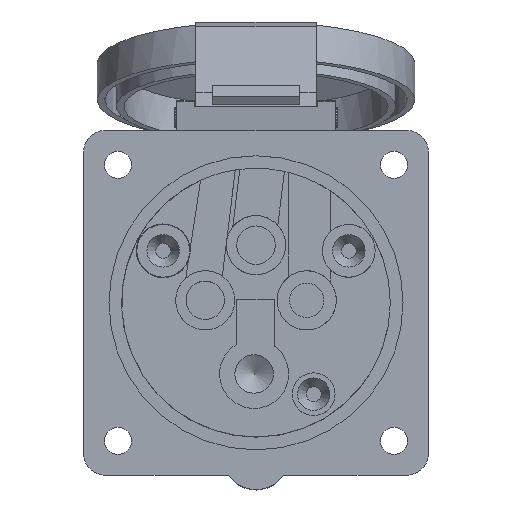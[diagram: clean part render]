
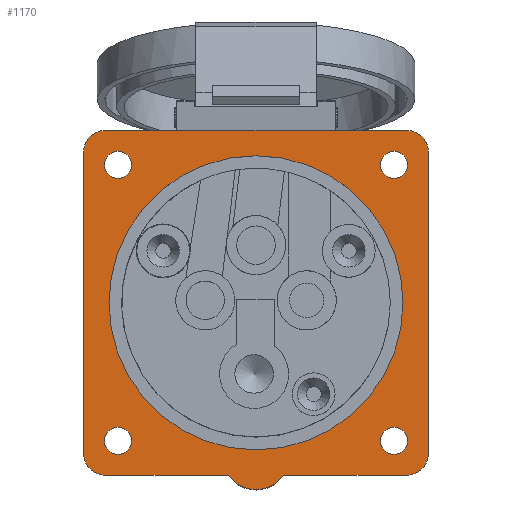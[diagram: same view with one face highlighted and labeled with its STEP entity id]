
A CAD part, top view. The second image highlights one B-rep face of the part: STEP entity #1170.
In plain terms, the highlighted planar face has unit normal (0, 0, 1).
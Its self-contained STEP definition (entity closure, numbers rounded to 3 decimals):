
#514=FACE_BOUND('',#1672,.T.);
#515=FACE_BOUND('',#1673,.T.);
#516=FACE_BOUND('',#1674,.T.);
#517=FACE_BOUND('',#1675,.T.);
#518=FACE_BOUND('',#1676,.T.);
#519=FACE_BOUND('',#1677,.T.);
#782=LINE('',#5325,#988);
#786=LINE('',#5337,#992);
#790=LINE('',#5349,#996);
#795=LINE('',#5363,#1001);
#798=LINE('',#5373,#1004);
#988=VECTOR('',#4350,1.);
#992=VECTOR('',#4362,1.);
#996=VECTOR('',#4374,1.);
#1001=VECTOR('',#4387,1.);
#1004=VECTOR('',#4398,1.);
#1170=ADVANCED_FACE('',(#514,#515,#516,#517,#518,#519),#1339,.T.);
#1339=PLANE('',#3656);
#1672=EDGE_LOOP('',(#2318));
#1673=EDGE_LOOP('',(#2319));
#1674=EDGE_LOOP('',(#2320));
#1675=EDGE_LOOP('',(#2321));
#1676=EDGE_LOOP('',(#2322,#2323,#2324,#2325,#2326,#2327,#2328,#2329,#2330,
#2331));
#1677=EDGE_LOOP('',(#2332));
#2318=ORIENTED_EDGE('',*,*,#3145,.F.);
#2319=ORIENTED_EDGE('',*,*,#3146,.F.);
#2320=ORIENTED_EDGE('',*,*,#3144,.F.);
#2321=ORIENTED_EDGE('',*,*,#3142,.F.);
#2322=ORIENTED_EDGE('',*,*,#3140,.F.);
#2323=ORIENTED_EDGE('',*,*,#3135,.F.);
#2324=ORIENTED_EDGE('',*,*,#3133,.T.);
#2325=ORIENTED_EDGE('',*,*,#3130,.T.);
#2326=ORIENTED_EDGE('',*,*,#3127,.T.);
#2327=ORIENTED_EDGE('',*,*,#3123,.T.);
#2328=ORIENTED_EDGE('',*,*,#3121,.T.);
#2329=ORIENTED_EDGE('',*,*,#3117,.T.);
#2330=ORIENTED_EDGE('',*,*,#3115,.T.);
#2331=ORIENTED_EDGE('',*,*,#3111,.F.);
#2332=ORIENTED_EDGE('',*,*,#3109,.F.);
#2758=VERTEX_POINT('',#5320);
#2760=VERTEX_POINT('',#5324);
#2761=VERTEX_POINT('',#5326);
#2764=VERTEX_POINT('',#5334);
#2765=VERTEX_POINT('',#5338);
#2768=VERTEX_POINT('',#5346);
#2769=VERTEX_POINT('',#5350);
#2772=VERTEX_POINT('',#5358);
#2774=VERTEX_POINT('',#5364);
#2776=VERTEX_POINT('',#5370);
#2777=VERTEX_POINT('',#5374);
#2780=VERTEX_POINT('',#5386);
#2782=VERTEX_POINT('',#5391);
#2783=VERTEX_POINT('',#5394);
#2784=VERTEX_POINT('',#5396);
#3109=EDGE_CURVE('',#2758,#2758,#3342,.T.);
#3111=EDGE_CURVE('',#2760,#2761,#782,.T.);
#3115=EDGE_CURVE('',#2764,#2761,#3344,.T.);
#3117=EDGE_CURVE('',#2765,#2764,#786,.T.);
#3121=EDGE_CURVE('',#2768,#2765,#3346,.T.);
#3123=EDGE_CURVE('',#2769,#2768,#790,.T.);
#3127=EDGE_CURVE('',#2772,#2769,#3348,.T.);
#3130=EDGE_CURVE('',#2774,#2772,#795,.T.);
#3133=EDGE_CURVE('',#2776,#2774,#3350,.T.);
#3135=EDGE_CURVE('',#2776,#2777,#798,.T.);
#3140=EDGE_CURVE('',#2777,#2760,#3353,.T.);
#3142=EDGE_CURVE('',#2780,#2780,#3355,.T.);
#3144=EDGE_CURVE('',#2782,#2782,#3357,.T.);
#3145=EDGE_CURVE('',#2783,#2783,#3358,.T.);
#3146=EDGE_CURVE('',#2784,#2784,#3359,.T.);
#3342=CIRCLE('',#3625,29.839);
#3344=CIRCLE('',#3629,4.5);
#3346=CIRCLE('',#3633,4.5);
#3348=CIRCLE('',#3637,4.5);
#3350=CIRCLE('',#3641,4.5);
#3353=CIRCLE('',#3646,6.831);
#3355=CIRCLE('',#3649,2.75);
#3357=CIRCLE('',#3652,2.75);
#3358=CIRCLE('',#3654,2.75);
#3359=CIRCLE('',#3655,2.75);
#3625=AXIS2_PLACEMENT_3D('',#5319,#4345,#4346);
#3629=AXIS2_PLACEMENT_3D('',#5333,#4357,#4358);
#3633=AXIS2_PLACEMENT_3D('',#5345,#4369,#4370);
#3637=AXIS2_PLACEMENT_3D('',#5357,#4381,#4382);
#3641=AXIS2_PLACEMENT_3D('',#5369,#4393,#4394);
#3646=AXIS2_PLACEMENT_3D('',#5381,#4407,#4408);
#3649=AXIS2_PLACEMENT_3D('',#5385,#4413,#4414);
#3652=AXIS2_PLACEMENT_3D('',#5390,#4419,#4420);
#3654=AXIS2_PLACEMENT_3D('',#5393,#4423,#4424);
#3655=AXIS2_PLACEMENT_3D('',#5395,#4425,#4426);
#3656=AXIS2_PLACEMENT_3D('',#5397,#4427,#4428);
#4345=DIRECTION('',(0.,0.,1.));
#4346=DIRECTION('',(1.,0.,0.));
#4350=DIRECTION('',(-1.,0.,0.));
#4357=DIRECTION('',(0.,0.,1.));
#4358=DIRECTION('',(1.,0.,0.));
#4362=DIRECTION('',(0.,-1.,0.));
#4369=DIRECTION('',(0.,0.,1.));
#4370=DIRECTION('',(1.,0.,0.));
#4374=DIRECTION('',(-1.,0.,0.));
#4381=DIRECTION('',(0.,0.,1.));
#4382=DIRECTION('',(1.,0.,0.));
#4387=DIRECTION('',(0.,1.,0.));
#4393=DIRECTION('',(0.,0.,1.));
#4394=DIRECTION('',(1.,0.,0.));
#4398=DIRECTION('',(-1.,0.,0.));
#4407=DIRECTION('',(0.,0.,-1.));
#4408=DIRECTION('',(1.,0.,0.));
#4413=DIRECTION('',(0.,0.,1.));
#4414=DIRECTION('',(1.,0.,0.));
#4419=DIRECTION('',(0.,0.,1.));
#4420=DIRECTION('',(1.,0.,0.));
#4423=DIRECTION('',(0.,0.,1.));
#4424=DIRECTION('',(1.,0.,0.));
#4425=DIRECTION('',(0.,0.,1.));
#4426=DIRECTION('',(1.,0.,0.));
#4427=DIRECTION('',(0.,0.,1.));
#4428=DIRECTION('',(-1.,0.,0.));
#5319=CARTESIAN_POINT('',(0.,0.,59.));
#5320=CARTESIAN_POINT('',(29.839,0.,59.));
#5324=CARTESIAN_POINT('',(-5.586,-35.,59.));
#5325=CARTESIAN_POINT('',(-35.,-35.,59.));
#5326=CARTESIAN_POINT('',(-30.5,-35.,59.));
#5333=CARTESIAN_POINT('',(-30.5,-30.5,59.));
#5334=CARTESIAN_POINT('',(-35.,-30.5,59.));
#5337=CARTESIAN_POINT('',(-35.,35.,59.));
#5338=CARTESIAN_POINT('',(-35.,30.5,59.));
#5345=CARTESIAN_POINT('',(-30.5,30.5,59.));
#5346=CARTESIAN_POINT('',(-30.5,35.,59.));
#5349=CARTESIAN_POINT('',(35.,35.,59.));
#5350=CARTESIAN_POINT('',(30.5,35.,59.));
#5357=CARTESIAN_POINT('',(30.5,30.5,59.));
#5358=CARTESIAN_POINT('',(35.,30.5,59.));
#5363=CARTESIAN_POINT('',(35.,-35.,59.));
#5364=CARTESIAN_POINT('',(35.,-30.5,59.));
#5369=CARTESIAN_POINT('',(30.5,-30.5,59.));
#5370=CARTESIAN_POINT('',(30.5,-35.,59.));
#5373=CARTESIAN_POINT('',(-35.,-35.,59.));
#5374=CARTESIAN_POINT('',(5.586,-35.,59.));
#5381=CARTESIAN_POINT('',(0.,-31.069,59.));
#5385=CARTESIAN_POINT('',(28.,-28.,59.));
#5386=CARTESIAN_POINT('',(30.75,-28.,59.));
#5390=CARTESIAN_POINT('',(-28.,-28.,59.));
#5391=CARTESIAN_POINT('',(-30.75,-28.,59.));
#5393=CARTESIAN_POINT('',(-28.,28.,59.));
#5394=CARTESIAN_POINT('',(-30.75,28.,59.));
#5395=CARTESIAN_POINT('',(28.,28.,59.));
#5396=CARTESIAN_POINT('',(30.75,28.,59.));
#5397=CARTESIAN_POINT('',(0.,0.,59.));
